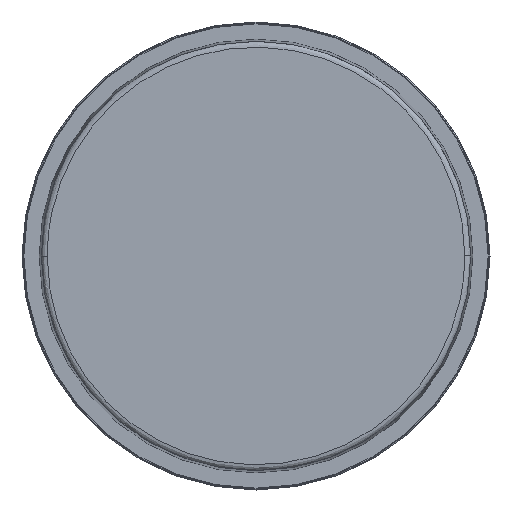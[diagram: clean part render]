
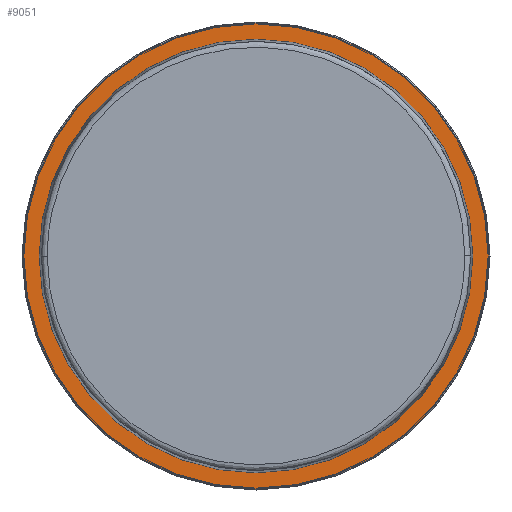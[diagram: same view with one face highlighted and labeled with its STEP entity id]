
A CAD part, front view. The second image highlights one B-rep face of the part: STEP entity #9051.
In plain terms, the highlighted planar face has unit normal (0, -1, 0).
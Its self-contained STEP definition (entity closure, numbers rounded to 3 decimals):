
#167 = AXIS2_PLACEMENT_3D ( 'NONE', #1535, #6843, #9048 ) ;
#245 = VERTEX_POINT ( 'NONE', #5751 ) ;
#502 = AXIS2_PLACEMENT_3D ( 'NONE', #8084, #5965, #10180 ) ;
#1317 = EDGE_CURVE ( 'NONE', #2607, #10438, #1392, .T. ) ;
#1392 = CIRCLE ( 'NONE', #3355, 40.075 ) ;
#1535 = CARTESIAN_POINT ( 'NONE',  ( 41.678, 5., 41.707 ) ) ;
#1590 = DIRECTION ( 'NONE',  ( -1., 0., 0. ) ) ;
#1984 = CIRCLE ( 'NONE', #13406, 40.075 ) ;
#2084 = ORIENTED_EDGE ( 'NONE', *, *, #13563, .T. ) ;
#2221 = DIRECTION ( 'NONE',  ( 0., -1., 0. ) ) ;
#2321 = PLANE ( 'NONE',  #167 ) ;
#2607 = VERTEX_POINT ( 'NONE', #4259 ) ;
#3355 = AXIS2_PLACEMENT_3D ( 'NONE', #5315, #4117, #4051 ) ;
#3365 = FACE_BOUND ( 'NONE', #6631, .T. ) ;
#3760 = CARTESIAN_POINT ( 'NONE',  ( -37.3, 5., 0. ) ) ;
#4051 = DIRECTION ( 'NONE',  ( 0., 0., -1. ) ) ;
#4117 = DIRECTION ( 'NONE',  ( 0., -1., 0. ) ) ;
#4158 = ORIENTED_EDGE ( 'NONE', *, *, #11882, .T. ) ;
#4259 = CARTESIAN_POINT ( 'NONE',  ( 0., 5., -40.075 ) ) ;
#4332 = EDGE_CURVE ( 'NONE', #7894, #245, #8952, .T. ) ;
#4659 = CIRCLE ( 'NONE', #502, 37.3 ) ;
#4730 = DIRECTION ( 'NONE',  ( 0., 1., 0. ) ) ;
#5315 = CARTESIAN_POINT ( 'NONE',  ( 0., 5., 0. ) ) ;
#5751 = CARTESIAN_POINT ( 'NONE',  ( 37.3, 5., 0. ) ) ;
#5965 = DIRECTION ( 'NONE',  ( 0., 1., 0. ) ) ;
#6082 = DIRECTION ( 'NONE',  ( 0., 0., -1. ) ) ;
#6504 = CARTESIAN_POINT ( 'NONE',  ( 0., 5., 0. ) ) ;
#6631 = EDGE_LOOP ( 'NONE', ( #7215, #2084 ) ) ;
#6843 = DIRECTION ( 'NONE',  ( 0., -1., 0. ) ) ;
#6961 = CARTESIAN_POINT ( 'NONE',  ( 0., 5., 0. ) ) ;
#7215 = ORIENTED_EDGE ( 'NONE', *, *, #4332, .T. ) ;
#7533 = FACE_OUTER_BOUND ( 'NONE', #8316, .T. ) ;
#7894 = VERTEX_POINT ( 'NONE', #3760 ) ;
#8084 = CARTESIAN_POINT ( 'NONE',  ( 0., 5., 0. ) ) ;
#8280 = AXIS2_PLACEMENT_3D ( 'NONE', #6961, #4730, #1590 ) ;
#8316 = EDGE_LOOP ( 'NONE', ( #12080, #4158 ) ) ;
#8952 = CIRCLE ( 'NONE', #8280, 37.3 ) ;
#9048 = DIRECTION ( 'NONE',  ( -1., 0., 0. ) ) ;
#9051 = ADVANCED_FACE ( 'NONE', ( #3365, #7533 ), #2321, .T. ) ;
#10180 = DIRECTION ( 'NONE',  ( -1., 0., 0. ) ) ;
#10438 = VERTEX_POINT ( 'NONE', #10870 ) ;
#10870 = CARTESIAN_POINT ( 'NONE',  ( 0., 5., 40.075 ) ) ;
#11882 = EDGE_CURVE ( 'NONE', #10438, #2607, #1984, .T. ) ;
#12080 = ORIENTED_EDGE ( 'NONE', *, *, #1317, .T. ) ;
#13406 = AXIS2_PLACEMENT_3D ( 'NONE', #6504, #2221, #6082 ) ;
#13563 = EDGE_CURVE ( 'NONE', #245, #7894, #4659, .T. ) ;
